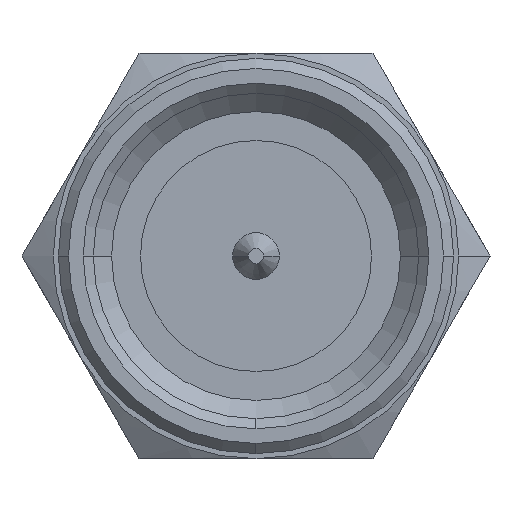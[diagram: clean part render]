
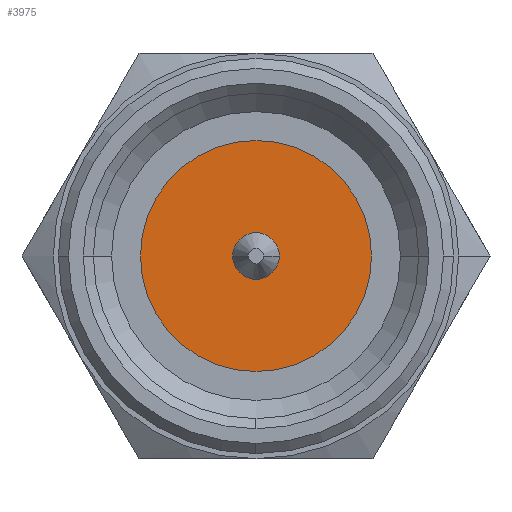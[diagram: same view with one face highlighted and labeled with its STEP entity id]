
A CAD part, left-side view. The second image highlights one B-rep face of the part: STEP entity #3975.
In plain terms, the highlighted planar face has unit normal (-1, 0, 0).
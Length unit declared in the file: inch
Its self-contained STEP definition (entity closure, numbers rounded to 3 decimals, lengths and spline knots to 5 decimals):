
#262 = EDGE_CURVE ( 'NONE', #401, #440, #4121, .T. ) ;
#401 = VERTEX_POINT ( 'NONE', #3990 ) ;
#440 = VERTEX_POINT ( 'NONE', #881 ) ;
#542 = VERTEX_POINT ( 'NONE', #2980 ) ;
#558 = AXIS2_PLACEMENT_3D ( 'NONE', #4051, #1611, #2766 ) ;
#881 = CARTESIAN_POINT ( 'NONE',  ( 0.11811, -0.08976, 0. ) ) ;
#1033 = DIRECTION ( 'NONE',  ( -1., 0., 0. ) ) ;
#1132 = FACE_BOUND ( 'NONE', #2975, .T. ) ;
#1150 = CIRCLE ( 'NONE', #4504, 0.08976 ) ;
#1181 = EDGE_CURVE ( 'NONE', #4037, #542, #2667, .T. ) ;
#1346 = AXIS2_PLACEMENT_3D ( 'NONE', #4639, #1033, #2639 ) ;
#1407 = DIRECTION ( 'NONE',  ( 0., 1., 0. ) ) ;
#1439 = PLANE ( 'NONE',  #1346 ) ;
#1556 = DIRECTION ( 'NONE',  ( 1., 0., 0. ) ) ;
#1560 = CARTESIAN_POINT ( 'NONE',  ( 0.11811, -0.01811, 0. ) ) ;
#1611 = DIRECTION ( 'NONE',  ( -1., 0., 0. ) ) ;
#1686 = AXIS2_PLACEMENT_3D ( 'NONE', #3071, #1556, #4354 ) ;
#2177 = CARTESIAN_POINT ( 'NONE',  ( 0.11811, 0., 0. ) ) ;
#2194 = ORIENTED_EDGE ( 'NONE', *, *, #262, .F. ) ;
#2256 = DIRECTION ( 'NONE',  ( -1., 0., 0. ) ) ;
#2639 = DIRECTION ( 'NONE',  ( 0., 0., 1. ) ) ;
#2667 = CIRCLE ( 'NONE', #3676, 0.01811 ) ;
#2740 = EDGE_CURVE ( 'NONE', #401, #440, #1150, .T. ) ;
#2766 = DIRECTION ( 'NONE',  ( 0., 1., 0. ) ) ;
#2975 = EDGE_LOOP ( 'NONE', ( #5046, #5155 ) ) ;
#2980 = CARTESIAN_POINT ( 'NONE',  ( 0.11811, 0.01811, 0. ) ) ;
#3071 = CARTESIAN_POINT ( 'NONE',  ( 0.11811, 0., 0. ) ) ;
#3545 = ORIENTED_EDGE ( 'NONE', *, *, #2740, .T. ) ;
#3676 = AXIS2_PLACEMENT_3D ( 'NONE', #4167, #2256, #3860 ) ;
#3860 = DIRECTION ( 'NONE',  ( 0., -1., 0. ) ) ;
#3975 = ADVANCED_FACE ( 'NONE', ( #1132, #5034 ), #1439, .T. ) ;
#3986 = EDGE_LOOP ( 'NONE', ( #3545, #2194 ) ) ;
#3990 = CARTESIAN_POINT ( 'NONE',  ( 0.11811, 0.08976, 0. ) ) ;
#4037 = VERTEX_POINT ( 'NONE', #1560 ) ;
#4051 = CARTESIAN_POINT ( 'NONE',  ( 0.11811, 0., 0. ) ) ;
#4121 = CIRCLE ( 'NONE', #1686, 0.08976 ) ;
#4167 = CARTESIAN_POINT ( 'NONE',  ( 0.11811, 0., 0. ) ) ;
#4177 = CIRCLE ( 'NONE', #558, 0.01811 ) ;
#4354 = DIRECTION ( 'NONE',  ( 0., 1., 0. ) ) ;
#4504 = AXIS2_PLACEMENT_3D ( 'NONE', #2177, #4528, #1407 ) ;
#4528 = DIRECTION ( 'NONE',  ( -1., 0., 0. ) ) ;
#4538 = EDGE_CURVE ( 'NONE', #542, #4037, #4177, .T. ) ;
#4639 = CARTESIAN_POINT ( 'NONE',  ( 0.11811, 0., 0. ) ) ;
#5034 = FACE_OUTER_BOUND ( 'NONE', #3986, .T. ) ;
#5046 = ORIENTED_EDGE ( 'NONE', *, *, #1181, .F. ) ;
#5155 = ORIENTED_EDGE ( 'NONE', *, *, #4538, .F. ) ;
